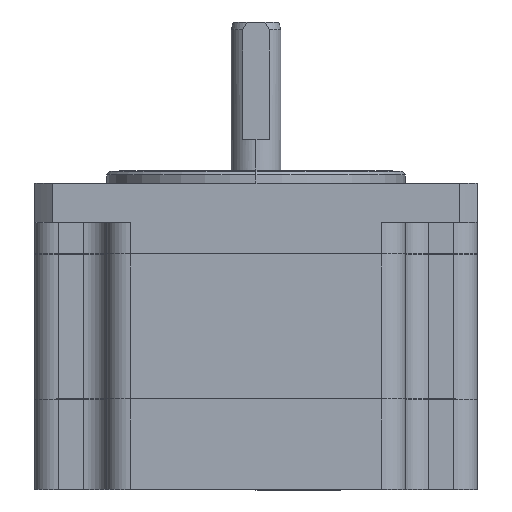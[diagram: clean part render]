
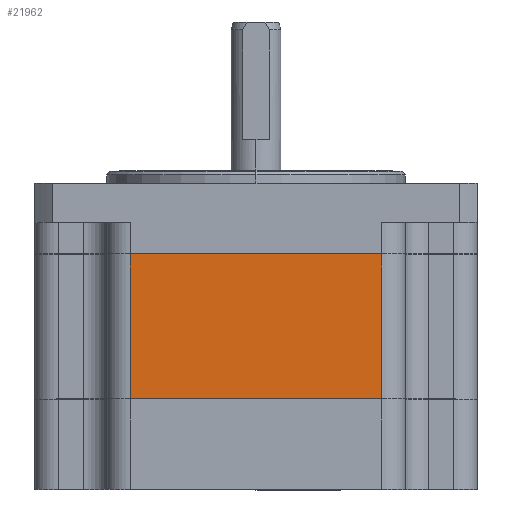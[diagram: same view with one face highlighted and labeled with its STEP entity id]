
A CAD part, top view. The second image highlights one B-rep face of the part: STEP entity #21962.
In plain terms, the highlighted planar face has unit normal (0, 0, 1).
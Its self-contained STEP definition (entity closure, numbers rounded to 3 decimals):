
#528 = EDGE_LOOP ( 'NONE', ( #2090, #2092, #2089, #2091 ) ) ;
#2089 = ORIENTED_EDGE ( 'NONE', *, *, #18144, .F. ) ;
#2090 = ORIENTED_EDGE ( 'NONE', *, *, #18188, .T. ) ;
#2091 = ORIENTED_EDGE ( 'NONE', *, *, #21674, .T. ) ;
#2092 = ORIENTED_EDGE ( 'NONE', *, *, #21690, .T. ) ;
#7031 = VECTOR ( 'NONE', #7245, 1000. ) ;
#7243 = LINE ( 'NONE', #7244, #7031 ) ;
#7244 = CARTESIAN_POINT ( 'NONE',  ( -10.066, 29.99, 47.65 ) ) ;
#7245 = DIRECTION ( 'NONE',  ( 1., 0., 0. ) ) ;
#7375 = LINE ( 'NONE', #7376, #7943 ) ;
#7376 = CARTESIAN_POINT ( 'NONE',  ( -10.066, 11.51, 47.65 ) ) ;
#7377 = DIRECTION ( 'NONE',  ( 1., 0., 0. ) ) ;
#7943 = VECTOR ( 'NONE', #7377, 1000. ) ;
#11279 = CARTESIAN_POINT ( 'NONE',  ( -0.15, 11.51, 47.65 ) ) ;
#11281 = CARTESIAN_POINT ( 'NONE',  ( -0.15, 29.99, 47.65 ) ) ;
#11284 = CARTESIAN_POINT ( 'NONE',  ( 31.85, 11.51, 47.65 ) ) ;
#11286 = CARTESIAN_POINT ( 'NONE',  ( 31.85, 29.99, 47.65 ) ) ;
#17625 = VECTOR ( 'NONE', #22684, 1000. ) ;
#17631 = VECTOR ( 'NONE', #22705, 1000. ) ;
#18144 = EDGE_CURVE ( 'NONE', #18804, #18809, #7243, .T. ) ;
#18188 = EDGE_CURVE ( 'NONE', #18802, #18807, #7375, .T. ) ;
#18802 = VERTEX_POINT ( 'NONE', #11279 ) ;
#18804 = VERTEX_POINT ( 'NONE', #11281 ) ;
#18807 = VERTEX_POINT ( 'NONE', #11284 ) ;
#18809 = VERTEX_POINT ( 'NONE', #11286 ) ;
#21674 = EDGE_CURVE ( 'NONE', #18804, #18802, #22682, .T. ) ;
#21690 = EDGE_CURVE ( 'NONE', #18807, #18809, #22703, .T. ) ;
#21962 = ADVANCED_FACE ( 'NONE', ( #23683 ), #23288, .F. ) ;
#22682 = LINE ( 'NONE', #22683, #17625 ) ;
#22683 = CARTESIAN_POINT ( 'NONE',  ( -0.15, 39., 47.65 ) ) ;
#22684 = DIRECTION ( 'NONE',  ( 0., -1., 0. ) ) ;
#22703 = LINE ( 'NONE', #22704, #17631 ) ;
#22704 = CARTESIAN_POINT ( 'NONE',  ( 31.85, 39., 47.65 ) ) ;
#22705 = DIRECTION ( 'NONE',  ( 0., 1., 0. ) ) ;
#23288 = PLANE ( 'NONE',  #23689 ) ;
#23289 = CARTESIAN_POINT ( 'NONE',  ( -10.066, 39., 47.65 ) ) ;
#23290 = DIRECTION ( 'NONE',  ( 0., 0., -1. ) ) ;
#23291 = DIRECTION ( 'NONE',  ( -1., 0., 0. ) ) ;
#23683 = FACE_OUTER_BOUND ( 'NONE', #528, .T. ) ;
#23689 = AXIS2_PLACEMENT_3D ( 'NONE', #23289, #23290, #23291 ) ;
